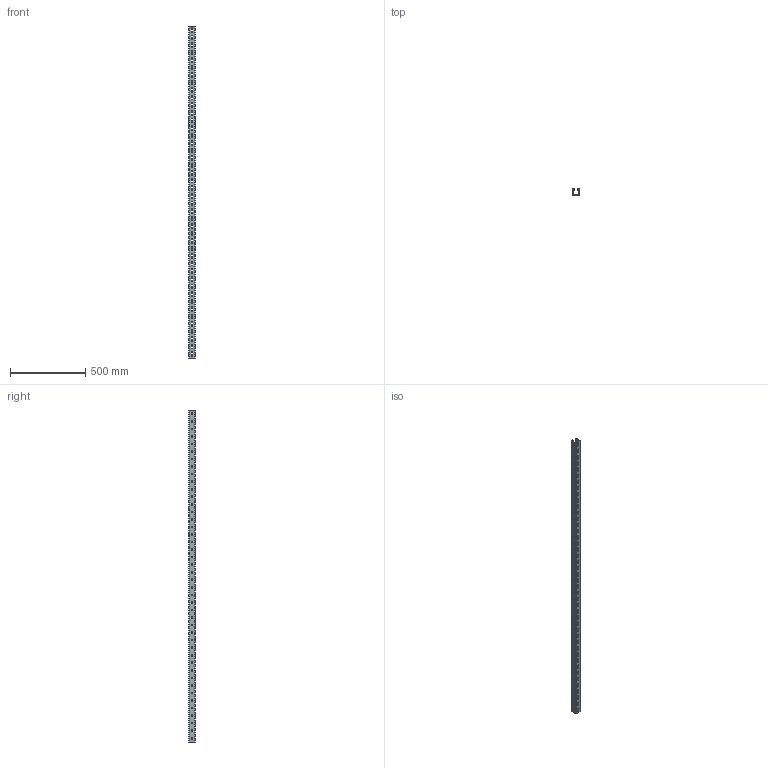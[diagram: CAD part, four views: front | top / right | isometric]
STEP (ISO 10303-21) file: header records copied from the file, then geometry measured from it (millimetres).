
FILE_DESCRIPTION (( 'STEP AP203' ), '1' );
FILE_NAME ('STRUT-镳铘桦黖h41-2200.step', '2022-01-24T12:00:19', ( '' ), ( '' ), 'SwSTEP 2.0', 'SolidWorks 2017', '' );
FILE_SCHEMA (( 'CONFIG_CONTROL_DESIGN' ));
Length unit declared in the file: millimetre
Products named in the file (1): STRUT-镳铘桦黖h41-2200
Bounding box: 41 x 41 x 2200 mm (x, y, z)
Volume: 434036 mm3; surface area: 602000.4 mm2
Topology: 1 solids, 1 shells, 2176 faces, 6498 edges, 4324 vertices
Faces by surface type: plane 1906, cylinder 270
Entity records: 72695 total; most frequent: CARTESIAN_POINT 12999, ORIENTED_EDGE 12996, DIRECTION 11392, EDGE_CURVE 6498, VECTOR 5958, LINE 5958, VERTEX_POINT 4324, AXIS2_PLACEMENT_3D 2717
